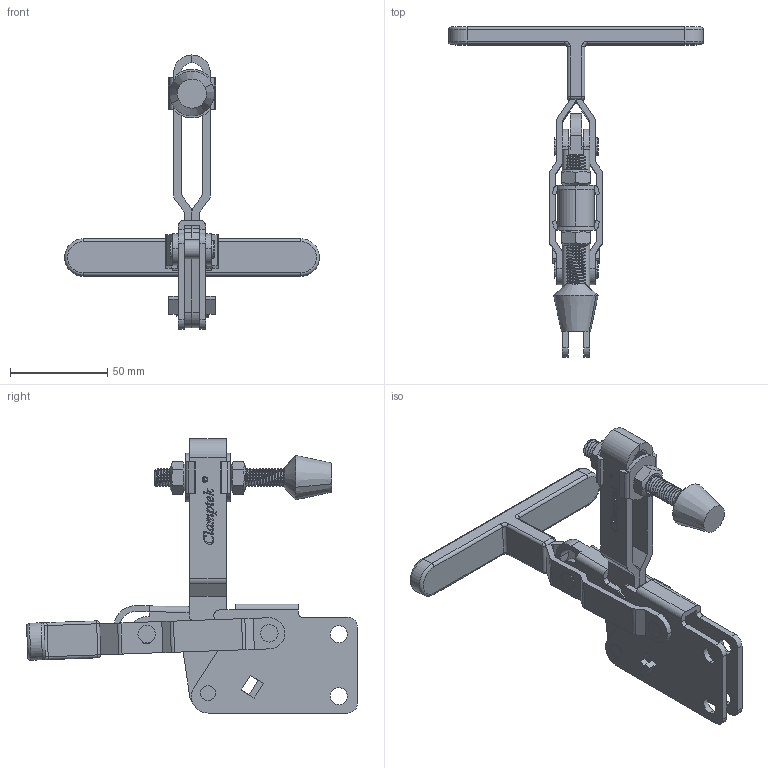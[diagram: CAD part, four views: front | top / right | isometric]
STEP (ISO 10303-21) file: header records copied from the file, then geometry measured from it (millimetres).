
FILE_DESCRIPTION (( 'STEP AP203' ), '1' );
FILE_NAME ('CH-12290.STEP', '2010-06-05T06:03:19', ( '微软用户' ), ( '微软中国' ), 'SwSTEP 2.0', 'SolidWorks 2008', '' );
FILE_SCHEMA (( 'CONFIG_CONTROL_DESIGN' ));
Length unit declared in the file: millimetre
Products named in the file (12): CH-12270-01 STRAIGHT BASE_默认; CH-FC-38312 SPINDLE SUPPLIED_默认; CH-12265-08_默认; CH-FC-38312 NUT_默认; T-HANDLE_默认; CH-12290; CH-12265-04 CONNECTING-PLATE_默认; CH-12290-02 UBAR_默认; CH-12265-06_默认; CH-12265-05_默认; CH-FW-380_默认; CH-12265-09_默认
Assembly tree (17 placements, depth 2):
  CH-12290
    CH-12265-04 CONNECTING-PLATE_默认
    CH-12265-09_默认  x2
    CH-12290-02 UBAR_默认
    CH-FC-38312 SPINDLE SUPPLIED_默认
    CH-FC-38312 NUT_默认  x2
    CH-FW-380_默认  x2
    CH-12265-06_默认  x2
    CH-12270-01 STRAIGHT BASE_默认
    CH-12265-08_默认  x2
    CH-12265-05_默认  x2
    T-HANDLE_默认
Bounding box: 131 x 169.95 x 140.9 mm (x, y, z)
Volume: 104229 mm3; surface area: 67706.8 mm2
Topology: 18 solids, 19 shells, 868 faces, 2306 edges, 1500 vertices
Faces by surface type: plane 315, cylinder 269, bspline 177, cone 95, torus 8, sphere 4
Entity records: 37270 total; most frequent: CARTESIAN_POINT 17962, ORIENTED_EDGE 4148, DIRECTION 3073, EDGE_CURVE 2074, VERTEX_POINT 1356, VECTOR 1111, LINE 1111, AXIS2_PLACEMENT_3D 981
